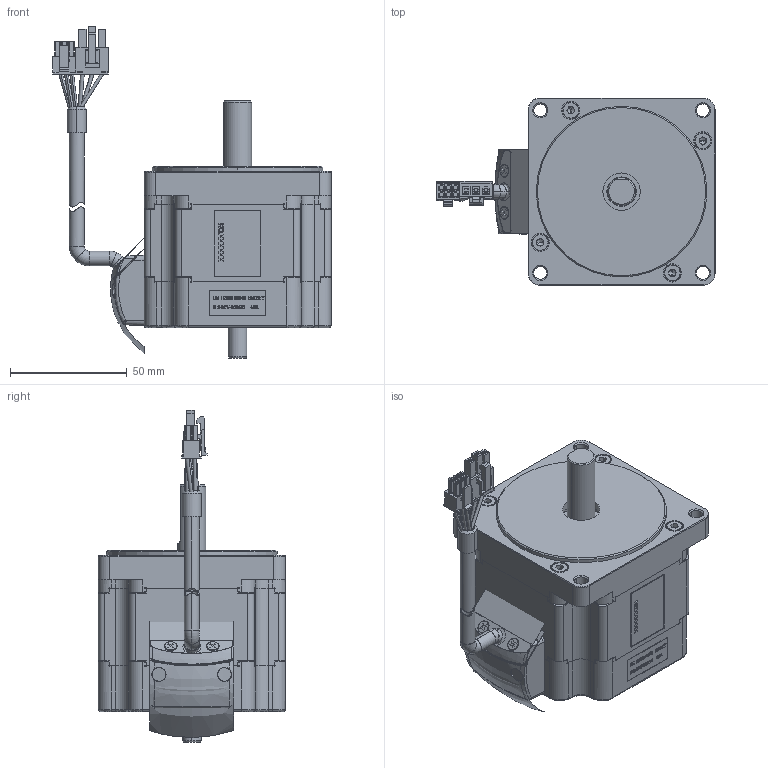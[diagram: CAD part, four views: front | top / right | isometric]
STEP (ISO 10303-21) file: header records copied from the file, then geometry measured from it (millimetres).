
FILE_DESCRIPTION((''),'2;1');
FILE_NAME('4611130001011_ASM_ASM','2020-01-14T19:24:04',('TQ00207'),(''),'CREO PARAMETRIC BY PTC INC, 2018100','CREO PARAMETRIC BY PTC INC, 2018100','');
FILE_SCHEMA(('CONFIG_CONTROL_DESIGN'));
Products named in the file (36): DINGZIZUJIAN_1; HOUDUANGAI_2; 00_1-18344; 00_ASM_1-18354_ASM; 00_ASM_1-19102_ASM; ROLLINGBEARINGS6000002_1_1_2_3; ZHUANZIZUJIAN_ASM_1_ASM; 00_1-41391; _220001_1_1_2_3; 200_1; 300_1; 400_1_1_2_3; 500_1_1_2_3; 600_1_1_2_3; 900_1_1_2_3; _210001_1_1_2_3; 00_ASM_1-41812_ASM; 00_1-61277; 00_1-64507; RSHUOGUAN_1; HOUSING_1_1; 1_00_1-75668; 1_00_1-75828; 3_00_1; HOUSING_2_ASM_1_ASM; XIANLUBANZUJIAN_ASM_2_ASM; QIANDUANGAI_1; LUODING_1; 00_13; BIAOQIAN_2_1_2_3; M3_1; PRT0002_1; M2_1; PRT0003_1; MOTOR_3_ASM_1_ASM; 4611130001011_ASM_ASM
Assembly tree (39 placements, depth 6):
  4611130001011_ASM_ASM
    MOTOR_3_ASM_1_ASM
      DINGZIZUJIAN_1
      HOUDUANGAI_2
      ZHUANZIZUJIAN_ASM_1_ASM
        00_ASM_1-19102_ASM
          00_ASM_1-18354_ASM
            00_1-18344
        ROLLINGBEARINGS6000002_1_1_2_3  x2
      XIANLUBANZUJIAN_ASM_2_ASM
        00_1-41391
        00_ASM_1-41812_ASM
          _220001_1_1_2_3
          200_1
          300_1
          400_1_1_2_3
          500_1_1_2_3
          600_1_1_2_3
          900_1_1_2_3
          _210001_1_1_2_3
        00_1-61277
        00_1-64507
        RSHUOGUAN_1
        HOUSING_1_1
        HOUSING_2_ASM_1_ASM
          1_00_1-75668
          1_00_1-75828
          3_00_1
      QIANDUANGAI_1
      LUODING_1  x4
      00_13
      BIAOQIAN_2_1_2_3
      M3_1
      PRT0002_1
      M2_1
      PRT0003_1
Bounding box: 119 x 80.2 x 142.06 mm (x, y, z)
Volume: 263812.4 mm3; surface area: 106840.4 mm2
Topology: 32 solids, 38 shells, 3217 faces, 8830 edges, 5749 vertices
Faces by surface type: plane 1690, cylinder 589, cone 435, torus 236, sphere 134, extrusion 70, bspline 63
Entity records: 99504 total; most frequent: CARTESIAN_POINT 31900, ORIENTED_EDGE 14310, DIRECTION 13394, EDGE_CURVE 7166, VECTOR 4872, LINE 4802, VERTEX_POINT 4690, AXIS2_PLACEMENT_3D 4261
